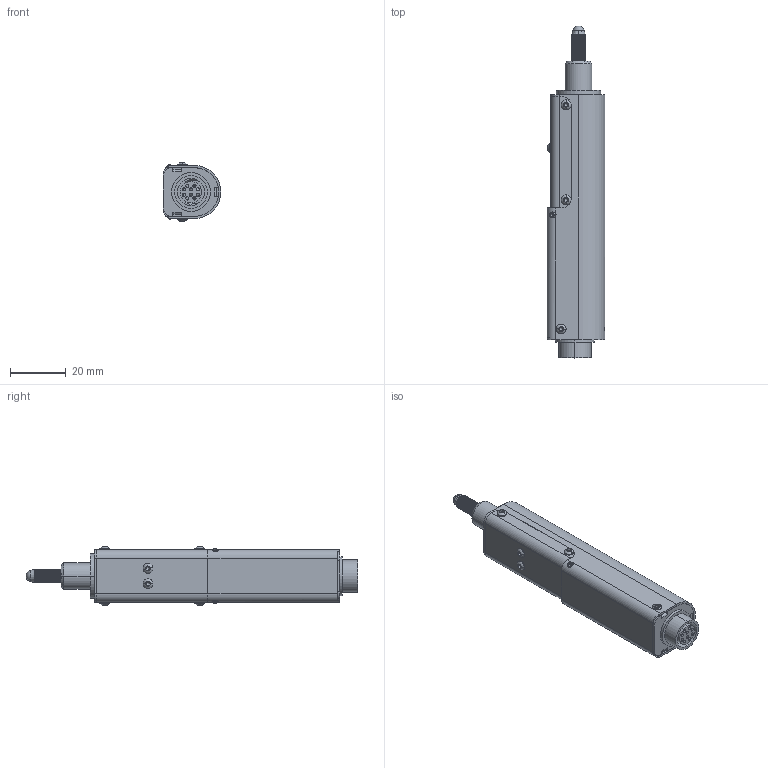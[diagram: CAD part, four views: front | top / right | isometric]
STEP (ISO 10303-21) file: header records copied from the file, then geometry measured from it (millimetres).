
FILE_DESCRIPTION (( 'STEP AP214' ), '1' );
FILE_NAME ('12550-E0W.step', '2007-11-13T05:38:41', ( ' ' ), ( ' ' ), 'SwSTEP 2.0', 'SolidWorks 2007', '' );
FILE_SCHEMA (( 'AUTOMOTIVE_DESIGN' ));
Length unit declared in the file: inch
Products named in the file (1): 12550-E0W
Bounding box: 20.83 x 119.43 x 21.03 mm (x, y, z)
Surface area: 9247.8 mm2 (no closed solid volume)
Topology: 0 solids, 23 shells, 455 faces, 1551 edges, 1097 vertices
Faces by surface type: cylinder 268, plane 136, cone 29, sphere 20, bspline 2
Entity records: 31978 total; most frequent: CARTESIAN_POINT 13866, ORIENTED_EDGE 2759, DIRECTION 2217, EDGE_CURVE 1528, VERTEX_POINT 1094, AXIS2_PLACEMENT_3D 741, VECTOR 735, LINE 735
